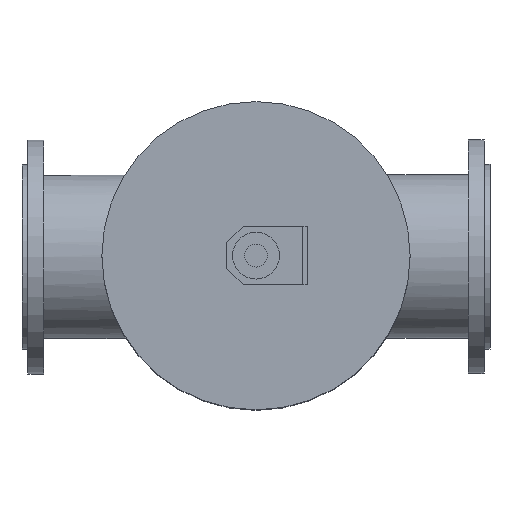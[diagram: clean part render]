
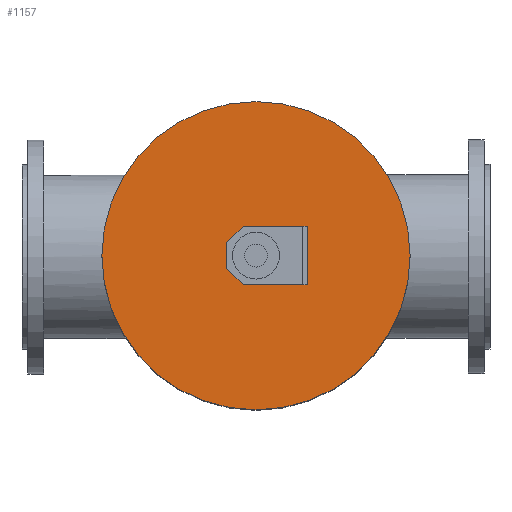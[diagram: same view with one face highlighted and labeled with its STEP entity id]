
A CAD part, top view. The second image highlights one B-rep face of the part: STEP entity #1157.
In plain terms, the highlighted planar face has unit normal (0, 0, 1).
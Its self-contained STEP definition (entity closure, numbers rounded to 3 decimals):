
#276=FACE_OUTER_BOUND('',#360,.T.);
#360=EDGE_LOOP('',(#838));
#483=CIRCLE('',#1314,131.75);
#562=VERTEX_POINT('',#1869);
#669=EDGE_CURVE('',#562,#562,#483,.T.);
#838=ORIENTED_EDGE('',*,*,#669,.F.);
#1118=PLANE('',#1313);
#1157=ADVANCED_FACE('',(#276),#1118,.T.);
#1313=AXIS2_PLACEMENT_3D('',#1868,#1507,#1508);
#1314=AXIS2_PLACEMENT_3D('',#1870,#1509,#1510);
#1507=DIRECTION('center_axis',(0.,0.,1.));
#1508=DIRECTION('ref_axis',(1.,0.,0.));
#1509=DIRECTION('center_axis',(0.,0.,-1.));
#1510=DIRECTION('ref_axis',(-1.,0.,0.));
#1868=CARTESIAN_POINT('Origin',(-65.875,0.,462.9));
#1869=CARTESIAN_POINT('',(131.75,0.,462.9));
#1870=CARTESIAN_POINT('Origin',(0.,0.,462.9));
